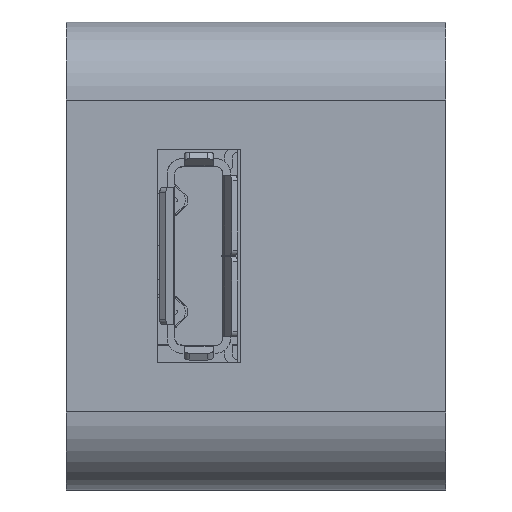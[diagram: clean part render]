
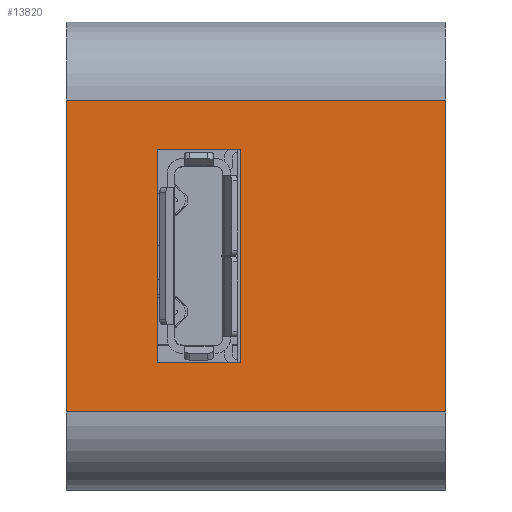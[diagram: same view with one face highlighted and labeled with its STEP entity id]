
A CAD part, left-side view. The second image highlights one B-rep face of the part: STEP entity #13820.
In plain terms, the highlighted planar face has unit normal (-1, 0, 0).
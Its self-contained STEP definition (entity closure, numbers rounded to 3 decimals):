
#443 = CARTESIAN_POINT ( 'NONE',  ( 0., 7.9, -13.1 ) ) ;
#1699 = DIRECTION ( 'NONE',  ( 0., 0., 1. ) ) ;
#2927 = ORIENTED_EDGE ( 'NONE', *, *, #7331, .F. ) ;
#3390 = EDGE_CURVE ( 'NONE', #20637, #18323, #14790, .T. ) ;
#3394 = EDGE_CURVE ( 'NONE', #19302, #11596, #13601, .T. ) ;
#3486 = VECTOR ( 'NONE', #14592, 1000. ) ;
#3918 = CARTESIAN_POINT ( 'NONE',  ( 0., 11.1, -13.1 ) ) ;
#3962 = CARTESIAN_POINT ( 'NONE',  ( 0., 14.6, -15. ) ) ;
#4051 = DIRECTION ( 'NONE',  ( 0., 0., 1. ) ) ;
#4866 = CARTESIAN_POINT ( 'NONE',  ( 0., 0., -15. ) ) ;
#5376 = DIRECTION ( 'NONE',  ( 0., 1., 0. ) ) ;
#5822 = CARTESIAN_POINT ( 'NONE',  ( 0., 14.6, -3. ) ) ;
#6891 = CARTESIAN_POINT ( 'NONE',  ( 0., 0., -3. ) ) ;
#7296 = LINE ( 'NONE', #8915, #3486 ) ;
#7331 = EDGE_CURVE ( 'NONE', #8474, #24259, #10548, .T. ) ;
#7565 = DIRECTION ( 'NONE',  ( 0., -1., 0. ) ) ;
#7569 = ORIENTED_EDGE ( 'NONE', *, *, #19283, .T. ) ;
#7615 = DIRECTION ( 'NONE',  ( 0., -1., 0. ) ) ;
#7698 = DIRECTION ( 'NONE',  ( 0., 0., -1. ) ) ;
#8006 = VECTOR ( 'NONE', #7565, 1000. ) ;
#8474 = VERTEX_POINT ( 'NONE', #19115 ) ;
#8728 = EDGE_LOOP ( 'NONE', ( #15551, #17118, #2927, #13198 ) ) ;
#8915 = CARTESIAN_POINT ( 'NONE',  ( 0., 11.1, -4.9 ) ) ;
#9256 = CARTESIAN_POINT ( 'NONE',  ( 0., 11.1, -4.9 ) ) ;
#9628 = LINE ( 'NONE', #24245, #20498 ) ;
#9861 = LINE ( 'NONE', #5822, #15691 ) ;
#10297 = CARTESIAN_POINT ( 'NONE',  ( 0., 14.6, -15. ) ) ;
#10537 = FACE_BOUND ( 'NONE', #8728, .T. ) ;
#10548 = LINE ( 'NONE', #14850, #13767 ) ;
#10559 = CARTESIAN_POINT ( 'NONE',  ( 0., 14.6, -3. ) ) ;
#10583 = VECTOR ( 'NONE', #4051, 1000. ) ;
#11024 = AXIS2_PLACEMENT_3D ( 'NONE', #10559, #13236, #7698 ) ;
#11087 = VECTOR ( 'NONE', #14137, 1000. ) ;
#11225 = ORIENTED_EDGE ( 'NONE', *, *, #3394, .T. ) ;
#11596 = VERTEX_POINT ( 'NONE', #4866 ) ;
#11653 = DIRECTION ( 'NONE',  ( 0., -1., 0. ) ) ;
#11851 = VECTOR ( 'NONE', #11653, 1000. ) ;
#12257 = CARTESIAN_POINT ( 'NONE',  ( 0., 0., -3. ) ) ;
#12647 = CARTESIAN_POINT ( 'NONE',  ( 0., 14.6, -3. ) ) ;
#12826 = EDGE_CURVE ( 'NONE', #19302, #24092, #20548, .T. ) ;
#13198 = ORIENTED_EDGE ( 'NONE', *, *, #13791, .F. ) ;
#13236 = DIRECTION ( 'NONE',  ( 1., 0., 0. ) ) ;
#13601 = LINE ( 'NONE', #3962, #11851 ) ;
#13767 = VECTOR ( 'NONE', #5376, 1000. ) ;
#13791 = EDGE_CURVE ( 'NONE', #18323, #8474, #9628, .T. ) ;
#13820 = ADVANCED_FACE ( 'NONE', ( #15482, #10537 ), #19682, .F. ) ;
#14137 = DIRECTION ( 'NONE',  ( 0., 0., 1. ) ) ;
#14592 = DIRECTION ( 'NONE',  ( 0., 0., -1. ) ) ;
#14790 = LINE ( 'NONE', #14986, #8006 ) ;
#14850 = CARTESIAN_POINT ( 'NONE',  ( 0., 11.1, -4.9 ) ) ;
#14986 = CARTESIAN_POINT ( 'NONE',  ( 0., 11.1, -13.1 ) ) ;
#15482 = FACE_OUTER_BOUND ( 'NONE', #20792, .T. ) ;
#15551 = ORIENTED_EDGE ( 'NONE', *, *, #3390, .F. ) ;
#15691 = VECTOR ( 'NONE', #7615, 1000. ) ;
#17118 = ORIENTED_EDGE ( 'NONE', *, *, #23076, .F. ) ;
#17339 = CARTESIAN_POINT ( 'NONE',  ( 0., 14.6, -3. ) ) ;
#17538 = ORIENTED_EDGE ( 'NONE', *, *, #20239, .F. ) ;
#18323 = VERTEX_POINT ( 'NONE', #443 ) ;
#18695 = LINE ( 'NONE', #12257, #11087 ) ;
#19115 = CARTESIAN_POINT ( 'NONE',  ( 0., 7.9, -4.9 ) ) ;
#19283 = EDGE_CURVE ( 'NONE', #11596, #22431, #18695, .T. ) ;
#19302 = VERTEX_POINT ( 'NONE', #10297 ) ;
#19682 = PLANE ( 'NONE',  #11024 ) ;
#20239 = EDGE_CURVE ( 'NONE', #24092, #22431, #9861, .T. ) ;
#20498 = VECTOR ( 'NONE', #1699, 1000. ) ;
#20548 = LINE ( 'NONE', #17339, #10583 ) ;
#20637 = VERTEX_POINT ( 'NONE', #3918 ) ;
#20792 = EDGE_LOOP ( 'NONE', ( #7569, #17538, #22058, #11225 ) ) ;
#22058 = ORIENTED_EDGE ( 'NONE', *, *, #12826, .F. ) ;
#22431 = VERTEX_POINT ( 'NONE', #6891 ) ;
#23076 = EDGE_CURVE ( 'NONE', #24259, #20637, #7296, .T. ) ;
#24092 = VERTEX_POINT ( 'NONE', #12647 ) ;
#24245 = CARTESIAN_POINT ( 'NONE',  ( 0., 7.9, -13.1 ) ) ;
#24259 = VERTEX_POINT ( 'NONE', #9256 ) ;
